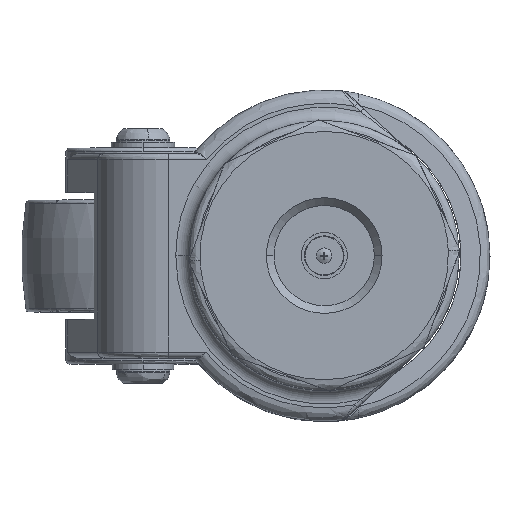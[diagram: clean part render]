
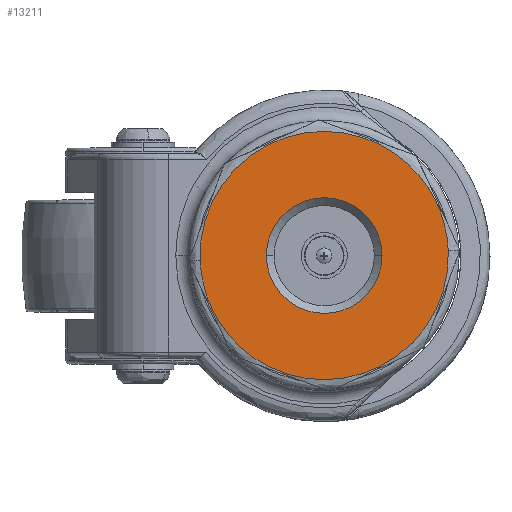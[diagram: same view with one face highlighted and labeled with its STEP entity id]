
A CAD part, top view. The second image highlights one B-rep face of the part: STEP entity #13211.
In plain terms, the highlighted planar face has unit normal (0, 0, 1).
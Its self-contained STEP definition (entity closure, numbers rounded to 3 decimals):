
#875 = CARTESIAN_POINT ( 'NONE',  ( 87.964, -122.055, 56.679 ) ) ;
#2505 = ORIENTED_EDGE ( 'NONE', *, *, #37190, .T. ) ;
#3958 = EDGE_LOOP ( 'NONE', ( #36682, #2505 ) ) ;
#4094 = EDGE_LOOP ( 'NONE', ( #24007, #13805 ) ) ;
#5536 = VERTEX_POINT ( 'NONE', #15403 ) ;
#7145 = FACE_OUTER_BOUND ( 'NONE', #4094, .T. ) ;
#7850 = AXIS2_PLACEMENT_3D ( 'NONE', #17203, #10764, #10962 ) ;
#9749 = CARTESIAN_POINT ( 'NONE',  ( 53.17, -59.019, 56.679 ) ) ;
#10212 = CARTESIAN_POINT ( 'NONE',  ( 85.343, -57.708, 56.679 ) ) ;
#10764 = DIRECTION ( 'NONE',  ( 0., 0., 1. ) ) ;
#10962 = DIRECTION ( 'NONE',  ( 1., 0., 0. ) ) ;
#12047 = CARTESIAN_POINT ( 'NONE',  ( 53.17, -59.019, 56.679 ) ) ;
#12248 = DIRECTION ( 'NONE',  ( 1., 0., 0. ) ) ;
#13211 = ADVANCED_FACE ( 'NONE', ( #22855, #7145 ), #28903, .T. ) ;
#13357 = DIRECTION ( 'NONE',  ( 0., 0., -1. ) ) ;
#13805 = ORIENTED_EDGE ( 'NONE', *, *, #22124, .F. ) ;
#13924 = CARTESIAN_POINT ( 'NONE',  ( 85.343, -57.708, 56.679 ) ) ;
#15403 = CARTESIAN_POINT ( 'NONE',  ( 20.996, -60.329, 56.679 ) ) ;
#15584 = CARTESIAN_POINT ( 'NONE',  ( 20.996, -60.329, 56.679 ) ) ;
#17133 = CIRCLE ( 'NONE', #24854, 15. ) ;
#17203 = CARTESIAN_POINT ( 'NONE',  ( 54.191, -84.098, 56.679 ) ) ;
#18607 = VERTEX_POINT ( 'NONE', #10212 ) ;
#18630 = VERTEX_POINT ( 'NONE', #29522 ) ;
#19316 =( BOUNDED_CURVE ( )  B_SPLINE_CURVE ( 3, ( #22014, #875, #37292, #15584 ),
 .UNSPECIFIED., .F., .F. ) 
 B_SPLINE_CURVE_WITH_KNOTS ( ( 4, 4 ),
 ( 0.75, 1.25 ),
 .UNSPECIFIED. ) 
 CURVE ( )  GEOMETRIC_REPRESENTATION_ITEM ( )  RATIONAL_B_SPLINE_CURVE ( ( 1., 0.333, 0.333, 1. ) ) 
 REPRESENTATION_ITEM ( '' )  );
#20922 = DIRECTION ( 'NONE',  ( 0., 0., -1. ) ) ;
#21844 = CARTESIAN_POINT ( 'NONE',  ( 38.17, -59.019, 56.679 ) ) ;
#22014 = CARTESIAN_POINT ( 'NONE',  ( 85.343, -57.708, 56.679 ) ) ;
#22124 = EDGE_CURVE ( 'NONE', #5536, #18607, #35421, .T. ) ;
#22855 = FACE_BOUND ( 'NONE', #3958, .T. ) ;
#22989 = CARTESIAN_POINT ( 'NONE',  ( 20.996, -60.329, 56.679 ) ) ;
#24007 = ORIENTED_EDGE ( 'NONE', *, *, #30682, .F. ) ;
#24854 = AXIS2_PLACEMENT_3D ( 'NONE', #9749, #13357, #34494 ) ;
#28903 = PLANE ( 'NONE',  #7850 ) ;
#29522 = CARTESIAN_POINT ( 'NONE',  ( 68.17, -59.019, 56.679 ) ) ;
#30355 = AXIS2_PLACEMENT_3D ( 'NONE', #12047, #20922, #12248 ) ;
#30682 = EDGE_CURVE ( 'NONE', #18607, #5536, #19316, .T. ) ;
#31442 = EDGE_CURVE ( 'NONE', #18630, #32635, #17133, .T. ) ;
#32277 = CIRCLE ( 'NONE', #30355, 15. ) ;
#32635 = VERTEX_POINT ( 'NONE', #21844 ) ;
#34494 = DIRECTION ( 'NONE',  ( 1., 0., 0. ) ) ;
#35252 = CARTESIAN_POINT ( 'NONE',  ( 18.375, 4.017, 56.679 ) ) ;
#35421 =( BOUNDED_CURVE ( )  B_SPLINE_CURVE ( 3, ( #22989, #35252, #38464, #13924 ),
 .UNSPECIFIED., .F., .F. ) 
 B_SPLINE_CURVE_WITH_KNOTS ( ( 4, 4 ),
 ( 0.25, 0.75 ),
 .UNSPECIFIED. ) 
 CURVE ( )  GEOMETRIC_REPRESENTATION_ITEM ( )  RATIONAL_B_SPLINE_CURVE ( ( 1., 0.333, 0.333, 1. ) ) 
 REPRESENTATION_ITEM ( '' )  );
#36682 = ORIENTED_EDGE ( 'NONE', *, *, #31442, .T. ) ;
#37190 = EDGE_CURVE ( 'NONE', #32635, #18630, #32277, .T. ) ;
#37292 = CARTESIAN_POINT ( 'NONE',  ( 23.618, -124.676, 56.679 ) ) ;
#38464 = CARTESIAN_POINT ( 'NONE',  ( 82.722, 6.638, 56.679 ) ) ;
